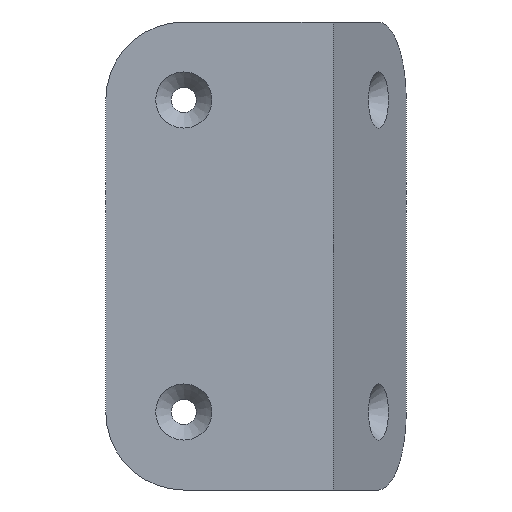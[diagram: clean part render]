
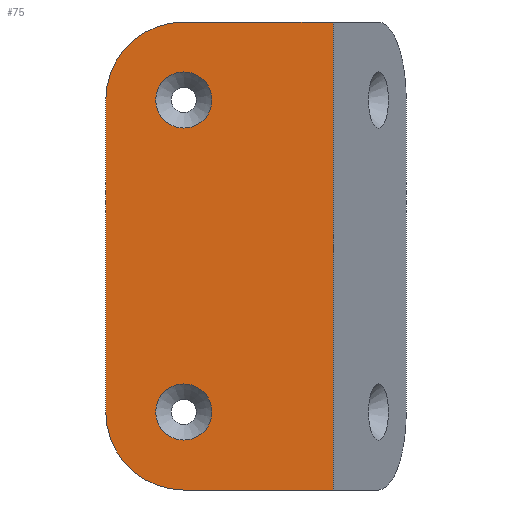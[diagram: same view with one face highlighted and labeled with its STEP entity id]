
A CAD part, front view. The second image highlights one B-rep face of the part: STEP entity #75.
In plain terms, the highlighted planar face has unit normal (0, -1, 0).
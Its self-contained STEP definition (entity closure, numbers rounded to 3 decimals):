
#75=ADVANCED_FACE('',(#253,#255,#257),#259,.T.);
#253=FACE_BOUND('',#254,.T.);
#254=EDGE_LOOP('',(#420,#421,#422,#423,#424,#425));
#255=FACE_BOUND('',#256,.T.);
#256=EDGE_LOOP('',(#426));
#257=FACE_BOUND('',#258,.T.);
#258=EDGE_LOOP('',(#427));
#259=PLANE('',#260);
#260=AXIS2_PLACEMENT_3D('',#261,#262,#263);
#261=CARTESIAN_POINT('',(0.,-149.,0.));
#262=DIRECTION('',(0.,-1.,0.));
#263=DIRECTION('',(0.,0.,-1.));
#420=ORIENTED_EDGE('',*,*,#502,.F.);
#421=ORIENTED_EDGE('',*,*,#503,.T.);
#422=ORIENTED_EDGE('',*,*,#504,.F.);
#423=ORIENTED_EDGE('',*,*,#489,.T.);
#424=ORIENTED_EDGE('',*,*,#497,.T.);
#425=ORIENTED_EDGE('',*,*,#494,.T.);
#426=ORIENTED_EDGE('',*,*,#505,.T.);
#427=ORIENTED_EDGE('',*,*,#506,.T.);
#489=EDGE_CURVE('',#527,#535,#537,.T.);
#494=EDGE_CURVE('',#547,#545,#548,.T.);
#497=EDGE_CURVE('',#535,#547,#552,.T.);
#502=EDGE_CURVE('',#560,#545,#561,.F.);
#503=EDGE_CURVE('',#560,#562,#563,.T.);
#504=EDGE_CURVE('',#527,#562,#564,.F.);
#505=EDGE_CURVE('',#565,#565,#566,.F.);
#506=EDGE_CURVE('',#567,#567,#568,.F.);
#527=VERTEX_POINT('',#601);
#535=VERTEX_POINT('',#617);
#537=LINE('',#621,#622);
#545=VERTEX_POINT('',#637);
#547=VERTEX_POINT('',#641);
#548=LINE('',#642,#643);
#552=LINE('',#653,#654);
#560=VERTEX_POINT('',#674);
#561=CIRCLE('',#675,10.);
#562=VERTEX_POINT('',#679);
#563=LINE('',#680,#681);
#564=CIRCLE('',#683,10.);
#565=VERTEX_POINT('',#687);
#566=CIRCLE('',#688,3.6);
#567=VERTEX_POINT('',#692);
#568=CIRCLE('',#693,3.6);
#601=CARTESIAN_POINT('',(44.5,-149.,-205.));
#617=CARTESIAN_POINT('',(63.634,-149.,-205.));
#621=CARTESIAN_POINT('',(44.5,-149.,-205.));
#622=VECTOR('',#623,1.);
#623=DIRECTION('',(1.,0.,0.));
#637=CARTESIAN_POINT('',(44.5,-149.,-145.));
#641=CARTESIAN_POINT('',(63.634,-149.,-145.));
#642=CARTESIAN_POINT('',(63.634,-149.,-145.));
#643=VECTOR('',#644,1.);
#644=DIRECTION('',(-1.,0.,0.));
#653=CARTESIAN_POINT('',(63.634,-149.,-205.));
#654=VECTOR('',#655,1.);
#655=DIRECTION('',(0.,0.,1.));
#674=CARTESIAN_POINT('',(34.5,-149.,-155.));
#675=AXIS2_PLACEMENT_3D('',#676,#677,#678);
#676=CARTESIAN_POINT('',(44.5,-149.,-155.));
#677=DIRECTION('',(0.,-1.,0.));
#678=DIRECTION('',(0.,0.,1.));
#679=CARTESIAN_POINT('',(34.5,-149.,-195.));
#680=CARTESIAN_POINT('',(34.5,-149.,-155.));
#681=VECTOR('',#682,1.);
#682=DIRECTION('',(0.,0.,-1.));
#683=AXIS2_PLACEMENT_3D('',#684,#685,#686);
#684=CARTESIAN_POINT('',(44.5,-149.,-195.));
#685=DIRECTION('',(0.,-1.,0.));
#686=DIRECTION('',(-1.,0.,0.));
#687=CARTESIAN_POINT('',(44.5,-149.,-198.6));
#688=AXIS2_PLACEMENT_3D('',#689,#690,#691);
#689=CARTESIAN_POINT('',(44.5,-149.,-195.));
#690=DIRECTION('',(0.,-1.,0.));
#691=DIRECTION('',(0.,0.,-1.));
#692=CARTESIAN_POINT('',(44.5,-149.,-158.6));
#693=AXIS2_PLACEMENT_3D('',#694,#695,#696);
#694=CARTESIAN_POINT('',(44.5,-149.,-155.));
#695=DIRECTION('',(0.,-1.,0.));
#696=DIRECTION('',(0.,0.,-1.));
